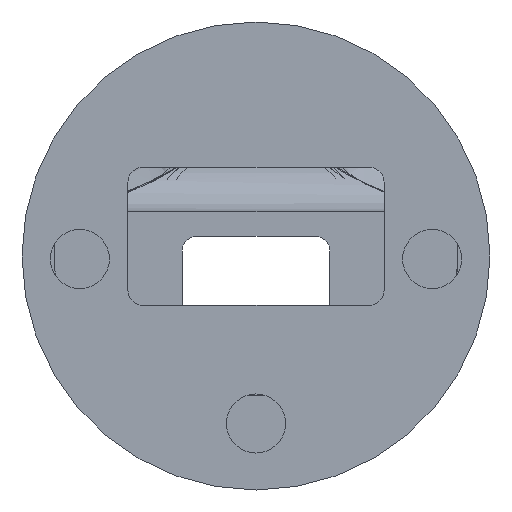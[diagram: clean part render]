
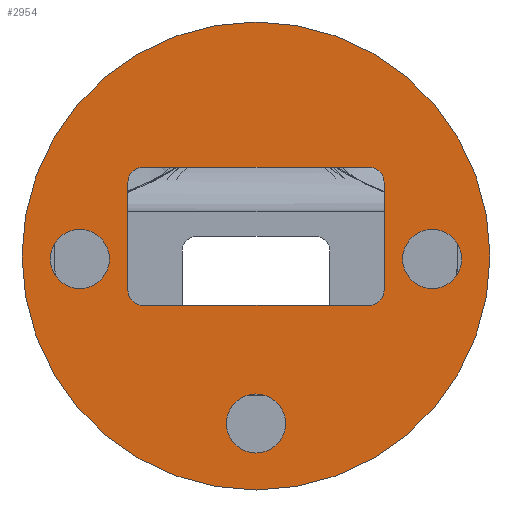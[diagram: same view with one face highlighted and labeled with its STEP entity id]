
A CAD part, left-side view. The second image highlights one B-rep face of the part: STEP entity #2954.
In plain terms, the highlighted planar face has unit normal (-1, 0, 0).
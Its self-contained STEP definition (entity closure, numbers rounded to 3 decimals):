
#83=FACE_BOUND('',#747,.T.);
#84=FACE_BOUND('',#748,.T.);
#85=FACE_BOUND('',#749,.T.);
#86=FACE_BOUND('',#750,.T.);
#313=CIRCLE('',#3170,1.5);
#315=CIRCLE('',#3174,1.5);
#317=CIRCLE('',#3178,1.5);
#319=CIRCLE('',#3182,1.5);
#321=CIRCLE('',#3186,3.);
#323=CIRCLE('',#3189,3.);
#325=CIRCLE('',#3192,3.);
#330=CIRCLE('',#3200,23.75);
#566=FACE_OUTER_BOUND('',#746,.T.);
#746=EDGE_LOOP('',(#2724));
#747=EDGE_LOOP('',(#2725));
#748=EDGE_LOOP('',(#2726));
#749=EDGE_LOOP('',(#2727,#2728,#2729,#2730,#2731,#2732,#2733,#2734));
#750=EDGE_LOOP('',(#2735));
#918=LINE('',#9508,#1102);
#924=LINE('',#9523,#1108);
#926=LINE('',#9532,#1110);
#931=LINE('',#9544,#1115);
#1102=VECTOR('',#3794,10.);
#1108=VECTOR('',#3808,10.);
#1110=VECTOR('',#3818,10.);
#1115=VECTOR('',#3831,10.);
#1386=VERTEX_POINT('',#9498);
#1387=VERTEX_POINT('',#9499);
#1390=VERTEX_POINT('',#9507);
#1392=VERTEX_POINT('',#9513);
#1393=VERTEX_POINT('',#9514);
#1396=VERTEX_POINT('',#9525);
#1398=VERTEX_POINT('',#9531);
#1400=VERTEX_POINT('',#9537);
#1402=VERTEX_POINT('',#9546);
#1404=VERTEX_POINT('',#9552);
#1406=VERTEX_POINT('',#9558);
#1411=VERTEX_POINT('',#9573);
#1815=EDGE_CURVE('',#1386,#1387,#313,.T.);
#1819=EDGE_CURVE('',#1390,#1387,#918,.T.);
#1822=EDGE_CURVE('',#1392,#1393,#315,.T.);
#1827=EDGE_CURVE('',#1386,#1393,#924,.T.);
#1828=EDGE_CURVE('',#1390,#1396,#317,.T.);
#1831=EDGE_CURVE('',#1398,#1396,#926,.T.);
#1834=EDGE_CURVE('',#1398,#1400,#319,.T.);
#1838=EDGE_CURVE('',#1392,#1400,#931,.T.);
#1839=EDGE_CURVE('',#1402,#1402,#321,.T.);
#1842=EDGE_CURVE('',#1404,#1404,#323,.T.);
#1845=EDGE_CURVE('',#1406,#1406,#325,.T.);
#1853=EDGE_CURVE('',#1411,#1411,#330,.T.);
#2724=ORIENTED_EDGE('',*,*,#1853,.T.);
#2725=ORIENTED_EDGE('',*,*,#1839,.T.);
#2726=ORIENTED_EDGE('',*,*,#1842,.T.);
#2727=ORIENTED_EDGE('',*,*,#1838,.T.);
#2728=ORIENTED_EDGE('',*,*,#1834,.F.);
#2729=ORIENTED_EDGE('',*,*,#1831,.T.);
#2730=ORIENTED_EDGE('',*,*,#1828,.F.);
#2731=ORIENTED_EDGE('',*,*,#1819,.T.);
#2732=ORIENTED_EDGE('',*,*,#1815,.F.);
#2733=ORIENTED_EDGE('',*,*,#1827,.T.);
#2734=ORIENTED_EDGE('',*,*,#1822,.F.);
#2735=ORIENTED_EDGE('',*,*,#1845,.T.);
#2793=PLANE('',#3201);
#2954=ADVANCED_FACE('',(#566,#83,#84,#85,#86),#2793,.T.);
#3170=AXIS2_PLACEMENT_3D('',#9500,#3786,#3787);
#3174=AXIS2_PLACEMENT_3D('',#9515,#3799,#3800);
#3178=AXIS2_PLACEMENT_3D('',#9526,#3811,#3812);
#3182=AXIS2_PLACEMENT_3D('',#9538,#3823,#3824);
#3186=AXIS2_PLACEMENT_3D('',#9547,#3834,#3835);
#3189=AXIS2_PLACEMENT_3D('',#9553,#3841,#3842);
#3192=AXIS2_PLACEMENT_3D('',#9559,#3848,#3849);
#3200=AXIS2_PLACEMENT_3D('',#9575,#3867,#3868);
#3201=AXIS2_PLACEMENT_3D('',#9576,#3869,#3870);
#3786=DIRECTION('center_axis',(-1.,0.,0.));
#3787=DIRECTION('ref_axis',(0.,-0.707,0.707));
#3794=DIRECTION('',(0.,-1.,0.));
#3799=DIRECTION('center_axis',(-1.,0.,0.));
#3800=DIRECTION('ref_axis',(0.,-0.707,-0.707));
#3808=DIRECTION('',(0.,0.,-1.));
#3811=DIRECTION('center_axis',(-1.,0.,0.));
#3812=DIRECTION('ref_axis',(0.,0.707,0.707));
#3818=DIRECTION('',(0.,0.,1.));
#3823=DIRECTION('center_axis',(-1.,0.,0.));
#3824=DIRECTION('ref_axis',(0.,0.707,-0.707));
#3831=DIRECTION('',(0.,1.,0.));
#3834=DIRECTION('center_axis',(1.,0.,0.));
#3835=DIRECTION('ref_axis',(0.,-1.,0.));
#3841=DIRECTION('center_axis',(1.,0.,0.));
#3842=DIRECTION('ref_axis',(0.,-1.,0.));
#3848=DIRECTION('center_axis',(1.,0.,0.));
#3849=DIRECTION('ref_axis',(0.,-1.,0.));
#3867=DIRECTION('center_axis',(-1.,0.,0.));
#3868=DIRECTION('ref_axis',(0.,-1.,0.));
#3869=DIRECTION('center_axis',(-1.,0.,0.));
#3870=DIRECTION('ref_axis',(0.,-1.,0.));
#9498=CARTESIAN_POINT('',(-16.155,-13.,21.5));
#9499=CARTESIAN_POINT('',(-16.155,-11.5,23.));
#9500=CARTESIAN_POINT('Origin',(-16.155,-11.5,21.5));
#9507=CARTESIAN_POINT('',(-16.155,11.5,23.));
#9508=CARTESIAN_POINT('',(-16.155,6.5,23.));
#9513=CARTESIAN_POINT('',(-16.155,-11.5,9.));
#9514=CARTESIAN_POINT('',(-16.155,-13.,10.5));
#9515=CARTESIAN_POINT('Origin',(-16.155,-11.5,10.5));
#9523=CARTESIAN_POINT('',(-16.155,-13.,18.5));
#9525=CARTESIAN_POINT('',(-16.155,13.,21.5));
#9526=CARTESIAN_POINT('Origin',(-16.155,11.5,21.5));
#9531=CARTESIAN_POINT('',(-16.155,13.,10.5));
#9532=CARTESIAN_POINT('',(-16.155,13.,11.5));
#9537=CARTESIAN_POINT('',(-16.155,11.5,9.));
#9538=CARTESIAN_POINT('Origin',(-16.155,11.5,10.5));
#9544=CARTESIAN_POINT('',(-16.155,-6.5,9.));
#9546=CARTESIAN_POINT('',(-16.155,20.88,13.7));
#9547=CARTESIAN_POINT('Origin',(-16.155,17.88,13.7));
#9552=CARTESIAN_POINT('',(-16.155,3.,-3.));
#9553=CARTESIAN_POINT('Origin',(-16.155,0.,
-3.));
#9558=CARTESIAN_POINT('',(-16.155,-14.88,13.7));
#9559=CARTESIAN_POINT('Origin',(-16.155,-17.88,13.7));
#9573=CARTESIAN_POINT('',(-16.155,23.75,14.));
#9575=CARTESIAN_POINT('Origin',(-16.155,0.,
14.));
#9576=CARTESIAN_POINT('Origin',(-16.155,0.,
14.));
